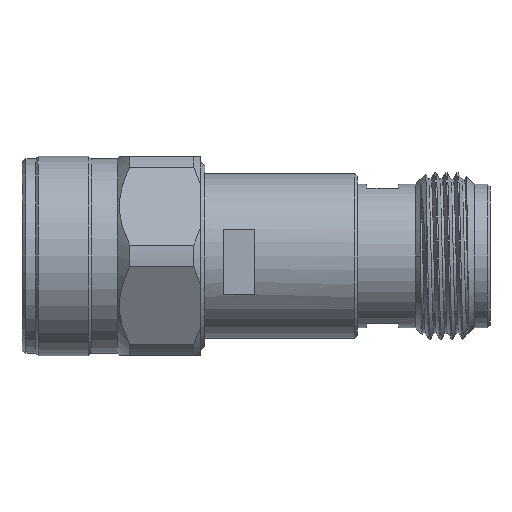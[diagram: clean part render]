
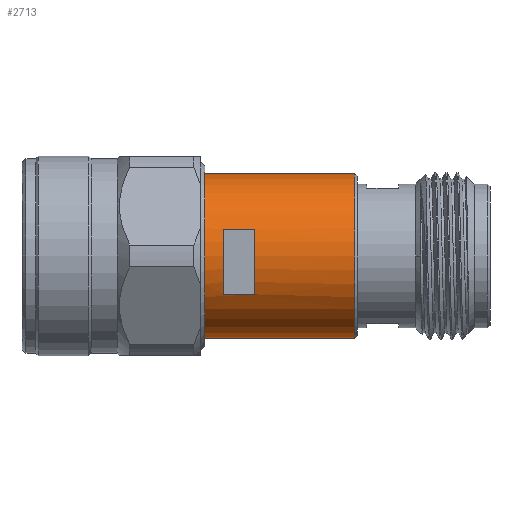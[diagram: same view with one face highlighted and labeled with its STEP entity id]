
A CAD part, front view. The second image highlights one B-rep face of the part: STEP entity #2713.
In plain terms, the highlighted cylindrical face has radius 7.864 mm (diameter 15.727 mm), a partial arc.
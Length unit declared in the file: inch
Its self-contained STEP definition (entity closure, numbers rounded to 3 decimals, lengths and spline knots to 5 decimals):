
#138 = LINE ( 'NONE', #4692, #1386 ) ;
#532 = DIRECTION ( 'NONE',  ( 1., 0., 0. ) ) ;
#544 = EDGE_CURVE ( 'NONE', #8168, #5583, #6404, .T. ) ;
#634 = DIRECTION ( 'NONE',  ( 0., 0., -1. ) ) ;
#639 = CARTESIAN_POINT ( 'NONE',  ( 1.25091, 0., 0.30959 ) ) ;
#663 = ORIENTED_EDGE ( 'NONE', *, *, #3930, .T. ) ;
#722 = CARTESIAN_POINT ( 'NONE',  ( 1.26023, -0.27391, -0.1443 ) ) ;
#873 = VERTEX_POINT ( 'NONE', #1688 ) ;
#876 = VECTOR ( 'NONE', #7791, 39.37008 ) ;
#1154 = EDGE_CURVE ( 'NONE', #4654, #6780, #138, .T. ) ;
#1297 = EDGE_LOOP ( 'NONE', ( #663, #8137, #6097, #2613 ) ) ;
#1320 = CARTESIAN_POINT ( 'NONE',  ( 0.68659, 0., 0.30959 ) ) ;
#1386 = VECTOR ( 'NONE', #3250, 39.37008 ) ;
#1414 = AXIS2_PLACEMENT_3D ( 'NONE', #3190, #3774, #2385 ) ;
#1588 = EDGE_LOOP ( 'NONE', ( #8104, #7691, #8398, #5119 ) ) ;
#1652 = VERTEX_POINT ( 'NONE', #2283 ) ;
#1667 = VECTOR ( 'NONE', #532, 39.37008 ) ;
#1688 = CARTESIAN_POINT ( 'NONE',  ( 0.8743, -0.27391, -0.1443 ) ) ;
#1825 = AXIS2_PLACEMENT_3D ( 'NONE', #1961, #6552, #2726 ) ;
#1961 = CARTESIAN_POINT ( 'NONE',  ( 0.68659, 0., 0. ) ) ;
#2084 = CARTESIAN_POINT ( 'NONE',  ( 0.7567, 0., 0. ) ) ;
#2283 = CARTESIAN_POINT ( 'NONE',  ( 0.68659, 0., -0.30959 ) ) ;
#2332 = CARTESIAN_POINT ( 'NONE',  ( 1.26023, 0., 0.30959 ) ) ;
#2385 = DIRECTION ( 'NONE',  ( 0., 0., 1. ) ) ;
#2499 = CIRCLE ( 'NONE', #7265, 0.30959 ) ;
#2506 = FACE_OUTER_BOUND ( 'NONE', #1588, .T. ) ;
#2613 = ORIENTED_EDGE ( 'NONE', *, *, #1154, .T. ) ;
#2637 = DIRECTION ( 'NONE',  ( 1., 0., 0. ) ) ;
#2713 = ADVANCED_FACE ( 'NONE', ( #2506, #5816 ), #4453, .T. ) ;
#2726 = DIRECTION ( 'NONE',  ( 0., 0., -1. ) ) ;
#2788 = CIRCLE ( 'NONE', #1825, 0.30959 ) ;
#3091 = LINE ( 'NONE', #6277, #1667 ) ;
#3097 = LINE ( 'NONE', #2332, #6571 ) ;
#3190 = CARTESIAN_POINT ( 'NONE',  ( 0.8743, 0., 0. ) ) ;
#3250 = DIRECTION ( 'NONE',  ( 1., 0., 0. ) ) ;
#3627 = VERTEX_POINT ( 'NONE', #1320 ) ;
#3770 = DIRECTION ( 'NONE',  ( 1., 0., 0. ) ) ;
#3774 = DIRECTION ( 'NONE',  ( 1., 0., 0. ) ) ;
#3900 = CARTESIAN_POINT ( 'NONE',  ( 1.26023, 0., 0. ) ) ;
#3930 = EDGE_CURVE ( 'NONE', #6780, #873, #4668, .T. ) ;
#4127 = CARTESIAN_POINT ( 'NONE',  ( 1.25091, 0., -0.30959 ) ) ;
#4453 = CYLINDRICAL_SURFACE ( 'NONE', #7797, 0.30959 ) ;
#4497 = AXIS2_PLACEMENT_3D ( 'NONE', #7570, #3770, #6370 ) ;
#4654 = VERTEX_POINT ( 'NONE', #7518 ) ;
#4668 = CIRCLE ( 'NONE', #1414, 0.30959 ) ;
#4692 = CARTESIAN_POINT ( 'NONE',  ( 1.26023, -0.293, 0.1 ) ) ;
#4802 = EDGE_CURVE ( 'NONE', #1652, #5583, #3091, .T. ) ;
#5038 = DIRECTION ( 'NONE',  ( 1., 0., 0. ) ) ;
#5091 = DIRECTION ( 'NONE',  ( 0., 0., -1. ) ) ;
#5116 = VERTEX_POINT ( 'NONE', #6268 ) ;
#5119 = ORIENTED_EDGE ( 'NONE', *, *, #544, .F. ) ;
#5583 = VERTEX_POINT ( 'NONE', #4127 ) ;
#5783 = EDGE_CURVE ( 'NONE', #3627, #8168, #3097, .T. ) ;
#5816 = FACE_BOUND ( 'NONE', #1297, .T. ) ;
#6097 = ORIENTED_EDGE ( 'NONE', *, *, #6587, .T. ) ;
#6268 = CARTESIAN_POINT ( 'NONE',  ( 0.7567, -0.27391, -0.1443 ) ) ;
#6277 = CARTESIAN_POINT ( 'NONE',  ( 1.26023, 0., -0.30959 ) ) ;
#6370 = DIRECTION ( 'NONE',  ( 0., 0., -1. ) ) ;
#6404 = CIRCLE ( 'NONE', #4497, 0.30959 ) ;
#6432 = CARTESIAN_POINT ( 'NONE',  ( 0.8743, -0.293, 0.1 ) ) ;
#6552 = DIRECTION ( 'NONE',  ( 1., 0., 0. ) ) ;
#6571 = VECTOR ( 'NONE', #5038, 39.37008 ) ;
#6587 = EDGE_CURVE ( 'NONE', #5116, #4654, #2499, .T. ) ;
#6780 = VERTEX_POINT ( 'NONE', #6432 ) ;
#7126 = EDGE_CURVE ( 'NONE', #3627, #1652, #2788, .T. ) ;
#7164 = EDGE_CURVE ( 'NONE', #873, #5116, #7238, .T. ) ;
#7238 = LINE ( 'NONE', #722, #876 ) ;
#7265 = AXIS2_PLACEMENT_3D ( 'NONE', #2084, #7874, #634 ) ;
#7518 = CARTESIAN_POINT ( 'NONE',  ( 0.7567, -0.293, 0.1 ) ) ;
#7570 = CARTESIAN_POINT ( 'NONE',  ( 1.25091, 0., 0. ) ) ;
#7691 = ORIENTED_EDGE ( 'NONE', *, *, #7126, .T. ) ;
#7791 = DIRECTION ( 'NONE',  ( -1., 0., 0. ) ) ;
#7797 = AXIS2_PLACEMENT_3D ( 'NONE', #3900, #2637, #5091 ) ;
#7874 = DIRECTION ( 'NONE',  ( -1., 0., 0. ) ) ;
#8104 = ORIENTED_EDGE ( 'NONE', *, *, #5783, .F. ) ;
#8137 = ORIENTED_EDGE ( 'NONE', *, *, #7164, .T. ) ;
#8168 = VERTEX_POINT ( 'NONE', #639 ) ;
#8398 = ORIENTED_EDGE ( 'NONE', *, *, #4802, .T. ) ;
